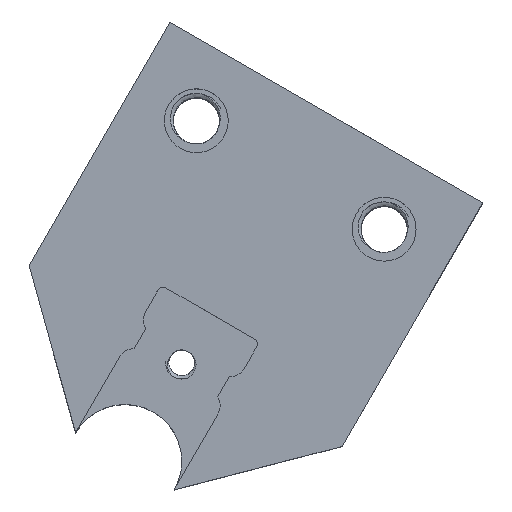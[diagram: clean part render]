
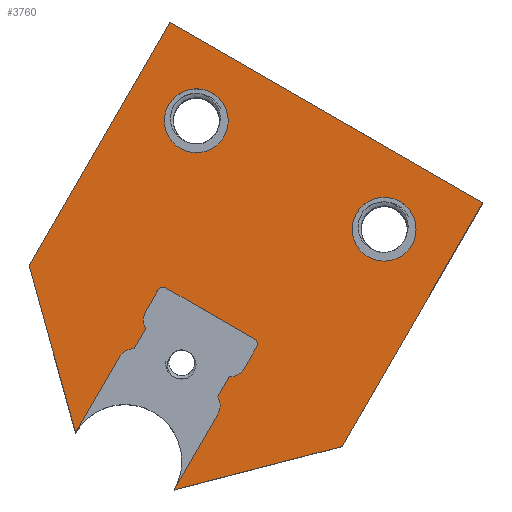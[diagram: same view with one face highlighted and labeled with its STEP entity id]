
A CAD part, top view. The second image highlights one B-rep face of the part: STEP entity #3760.
In plain terms, the highlighted planar face has unit normal (0, 0, 1).
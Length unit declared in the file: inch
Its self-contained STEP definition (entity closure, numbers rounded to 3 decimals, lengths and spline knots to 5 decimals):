
#36=FACE_BOUND('',#454,.T.);
#37=FACE_BOUND('',#455,.T.);
#52=PLANE('',#3999);
#243=FACE_OUTER_BOUND('',#453,.T.);
#453=EDGE_LOOP('',(#3290,#3291,#3292,#3293,#3294,#3295,#3296,#3297,#3298,
#3299,#3300,#3301,#3302,#3303,#3304,#3305,#3306,#3307));
#454=EDGE_LOOP('',(#3308));
#455=EDGE_LOOP('',(#3309));
#506=CIRCLE('',#3996,0.1105);
#507=CIRCLE('',#3998,0.1105);
#508=CIRCLE('',#4000,0.05906);
#509=CIRCLE('',#4001,0.05906);
#510=CIRCLE('',#4002,0.05906);
#511=CIRCLE('',#4003,0.01969);
#512=CIRCLE('',#4004,0.01969);
#513=CIRCLE('',#4005,0.05906);
#1021=LINE('',#14392,#1240);
#1024=LINE('',#14397,#1243);
#1027=LINE('',#14410,#1246);
#1028=LINE('',#14412,#1247);
#1029=LINE('',#14414,#1248);
#1030=LINE('',#14416,#1249);
#1031=LINE('',#14418,#1250);
#1032=LINE('',#14422,#1251);
#1033=LINE('',#14426,#1252);
#1034=LINE('',#14430,#1253);
#1035=LINE('',#14434,#1254);
#1036=LINE('',#14437,#1255);
#1240=VECTOR('',#4611,0.3937);
#1243=VECTOR('',#4616,0.3937);
#1246=VECTOR('',#4631,0.3937);
#1247=VECTOR('',#4632,0.3937);
#1248=VECTOR('',#4633,0.3937);
#1249=VECTOR('',#4634,0.3937);
#1250=VECTOR('',#4635,0.3937);
#1251=VECTOR('',#4638,0.3937);
#1252=VECTOR('',#4641,0.3937);
#1253=VECTOR('',#4644,0.3937);
#1254=VECTOR('',#4647,0.3937);
#1255=VECTOR('',#4650,0.3937);
#1634=VERTEX_POINT('',#14389);
#1635=VERTEX_POINT('',#14391);
#1636=VERTEX_POINT('',#14395);
#1637=VERTEX_POINT('',#14399);
#1638=VERTEX_POINT('',#14403);
#1639=VERTEX_POINT('',#14407);
#1640=VERTEX_POINT('',#14408);
#1641=VERTEX_POINT('',#14411);
#1642=VERTEX_POINT('',#14413);
#1643=VERTEX_POINT('',#14415);
#1644=VERTEX_POINT('',#14417);
#1645=VERTEX_POINT('',#14419);
#1646=VERTEX_POINT('',#14421);
#1647=VERTEX_POINT('',#14423);
#1648=VERTEX_POINT('',#14425);
#1649=VERTEX_POINT('',#14427);
#1650=VERTEX_POINT('',#14429);
#1651=VERTEX_POINT('',#14431);
#1652=VERTEX_POINT('',#14433);
#1653=VERTEX_POINT('',#14435);
#2195=EDGE_CURVE('',#1635,#1634,#1021,.T.);
#2198=EDGE_CURVE('',#1634,#1636,#1024,.T.);
#2199=EDGE_CURVE('',#1637,#1637,#506,.T.);
#2201=EDGE_CURVE('',#1638,#1638,#507,.T.);
#2203=EDGE_CURVE('',#1639,#1640,#508,.T.);
#2204=EDGE_CURVE('',#1640,#1635,#1027,.T.);
#2205=EDGE_CURVE('',#1636,#1641,#1028,.T.);
#2206=EDGE_CURVE('',#1641,#1642,#1029,.T.);
#2207=EDGE_CURVE('',#1642,#1643,#1030,.T.);
#2208=EDGE_CURVE('',#1643,#1644,#1031,.T.);
#2209=EDGE_CURVE('',#1644,#1645,#509,.T.);
#2210=EDGE_CURVE('',#1645,#1646,#1032,.T.);
#2211=EDGE_CURVE('',#1646,#1647,#510,.T.);
#2212=EDGE_CURVE('',#1647,#1648,#1033,.T.);
#2213=EDGE_CURVE('',#1648,#1649,#511,.T.);
#2214=EDGE_CURVE('',#1649,#1650,#1034,.T.);
#2215=EDGE_CURVE('',#1650,#1651,#512,.T.);
#2216=EDGE_CURVE('',#1651,#1652,#1035,.T.);
#2217=EDGE_CURVE('',#1652,#1653,#513,.T.);
#2218=EDGE_CURVE('',#1653,#1639,#1036,.T.);
#3290=ORIENTED_EDGE('',*,*,#2203,.T.);
#3291=ORIENTED_EDGE('',*,*,#2204,.T.);
#3292=ORIENTED_EDGE('',*,*,#2195,.T.);
#3293=ORIENTED_EDGE('',*,*,#2198,.T.);
#3294=ORIENTED_EDGE('',*,*,#2205,.T.);
#3295=ORIENTED_EDGE('',*,*,#2206,.T.);
#3296=ORIENTED_EDGE('',*,*,#2207,.T.);
#3297=ORIENTED_EDGE('',*,*,#2208,.T.);
#3298=ORIENTED_EDGE('',*,*,#2209,.T.);
#3299=ORIENTED_EDGE('',*,*,#2210,.T.);
#3300=ORIENTED_EDGE('',*,*,#2211,.T.);
#3301=ORIENTED_EDGE('',*,*,#2212,.T.);
#3302=ORIENTED_EDGE('',*,*,#2213,.T.);
#3303=ORIENTED_EDGE('',*,*,#2214,.T.);
#3304=ORIENTED_EDGE('',*,*,#2215,.T.);
#3305=ORIENTED_EDGE('',*,*,#2216,.T.);
#3306=ORIENTED_EDGE('',*,*,#2217,.T.);
#3307=ORIENTED_EDGE('',*,*,#2218,.T.);
#3308=ORIENTED_EDGE('',*,*,#2199,.T.);
#3309=ORIENTED_EDGE('',*,*,#2201,.T.);
#3760=ADVANCED_FACE('',(#243,#36,#37),#52,.T.);
#3996=AXIS2_PLACEMENT_3D('',#14400,#4619,#4620);
#3998=AXIS2_PLACEMENT_3D('',#14404,#4624,#4625);
#3999=AXIS2_PLACEMENT_3D('',#14406,#4627,#4628);
#4000=AXIS2_PLACEMENT_3D('',#14409,#4629,#4630);
#4001=AXIS2_PLACEMENT_3D('',#14420,#4636,#4637);
#4002=AXIS2_PLACEMENT_3D('',#14424,#4639,#4640);
#4003=AXIS2_PLACEMENT_3D('',#14428,#4642,#4643);
#4004=AXIS2_PLACEMENT_3D('',#14432,#4645,#4646);
#4005=AXIS2_PLACEMENT_3D('',#14436,#4648,#4649);
#4611=DIRECTION('',(0.968,0.25,0.));
#4616=DIRECTION('',(0.5,0.866,0.));
#4619=DIRECTION('center_axis',(0.,0.,-1.));
#4620=DIRECTION('ref_axis',(1.,0.,0.));
#4624=DIRECTION('center_axis',(0.,0.,-1.));
#4625=DIRECTION('ref_axis',(1.,0.,0.));
#4627=DIRECTION('center_axis',(0.,0.,1.));
#4628=DIRECTION('ref_axis',(1.,0.,0.));
#4629=DIRECTION('center_axis',(0.,0.,-1.));
#4630=DIRECTION('ref_axis',(0.866,-0.5,0.));
#4631=DIRECTION('',(-0.5,-0.866,0.));
#4632=DIRECTION('',(-0.866,0.5,0.));
#4633=DIRECTION('',(-0.5,-0.866,0.));
#4634=DIRECTION('',(0.268,-0.964,0.));
#4635=DIRECTION('',(0.5,0.866,0.));
#4636=DIRECTION('center_axis',(0.,0.,-1.));
#4637=DIRECTION('ref_axis',(0.009,1.,0.));
#4638=DIRECTION('',(0.5,0.866,0.));
#4639=DIRECTION('center_axis',(0.,0.,-1.));
#4640=DIRECTION('ref_axis',(-0.866,0.5,0.));
#4641=DIRECTION('',(0.5,0.866,0.));
#4642=DIRECTION('center_axis',(0.,0.,-1.));
#4643=DIRECTION('ref_axis',(0.5,0.866,0.));
#4644=DIRECTION('',(0.866,-0.5,0.));
#4645=DIRECTION('center_axis',(0.,0.,-1.));
#4646=DIRECTION('ref_axis',(0.866,-0.5,0.));
#4647=DIRECTION('',(-0.5,-0.866,0.));
#4648=DIRECTION('center_axis',(0.,0.,-1.));
#4649=DIRECTION('ref_axis',(-0.009,-1.,0.));
#4650=DIRECTION('',(-0.5,-0.866,0.));
#14389=CARTESIAN_POINT('',(3.8292,5.38238,0.75421));
#14391=CARTESIAN_POINT('',(3.24823,5.2324,0.75421));
#14392=CARTESIAN_POINT('',(3.4788,5.29192,0.75421));
#14395=CARTESIAN_POINT('',(4.31587,6.22531,0.75421));
#14397=CARTESIAN_POINT('',(3.93464,5.56499,0.75421));
#14399=CARTESIAN_POINT('',(3.86387,6.1338,0.75421));
#14400=CARTESIAN_POINT('Origin',(3.97437,6.1338,0.75421));
#14403=CARTESIAN_POINT('',(3.21435,6.5088,0.75421));
#14404=CARTESIAN_POINT('Origin',(3.32485,6.5088,0.75421));
#14406=CARTESIAN_POINT('Origin',(3.53127,6.04136,0.75421));
#14407=CARTESIAN_POINT('',(3.3991,5.55372,0.75421));
#14408=CARTESIAN_POINT('',(3.39938,5.49419,0.75421));
#14409=CARTESIAN_POINT('Origin',(3.34823,5.52372,0.75421));
#14410=CARTESIAN_POINT('',(3.53433,5.72794,0.75421));
#14411=CARTESIAN_POINT('',(3.23334,6.85031,0.75421));
#14412=CARTESIAN_POINT('',(4.06147,6.37219,0.75421));
#14413=CARTESIAN_POINT('',(2.74667,6.00738,0.75421));
#14414=CARTESIAN_POINT('',(3.09544,6.61146,0.75421));
#14415=CARTESIAN_POINT('',(2.90728,5.42925,0.75421));
#14416=CARTESIAN_POINT('',(2.7704,5.92197,0.75421));
#14417=CARTESIAN_POINT('',(3.05842,5.69104,0.75421));
#14418=CARTESIAN_POINT('',(3.1178,5.79389,0.75421));
#14419=CARTESIAN_POINT('',(3.11011,5.72057,0.75421));
#14420=CARTESIAN_POINT('Origin',(3.10957,5.66152,0.75421));
#14421=CARTESIAN_POINT('',(3.15011,5.78985,0.75421));
#14422=CARTESIAN_POINT('',(3.23221,5.93205,0.75421));
#14423=CARTESIAN_POINT('',(3.14984,5.84938,0.75421));
#14424=CARTESIAN_POINT('Origin',(3.20098,5.81985,0.75421));
#14425=CARTESIAN_POINT('',(3.19271,5.92364,0.75421));
#14426=CARTESIAN_POINT('',(3.23908,6.00395,0.75421));
#14427=CARTESIAN_POINT('',(3.2196,5.93084,0.75421));
#14428=CARTESIAN_POINT('Origin',(3.20976,5.9138,0.75421));
#14429=CARTESIAN_POINT('',(3.52646,5.75368,0.75421));
#14430=CARTESIAN_POINT('',(3.31255,5.87718,0.75421));
#14431=CARTESIAN_POINT('',(3.53367,5.72679,0.75421));
#14432=CARTESIAN_POINT('Origin',(3.51662,5.73663,0.75421));
#14433=CARTESIAN_POINT('',(3.49079,5.65253,0.75421));
#14434=CARTESIAN_POINT('',(3.60147,5.84423,0.75421));
#14435=CARTESIAN_POINT('',(3.4391,5.623,0.75421));
#14436=CARTESIAN_POINT('Origin',(3.43965,5.68205,0.75421));
#14437=CARTESIAN_POINT('',(3.5412,5.79984,0.75421));
